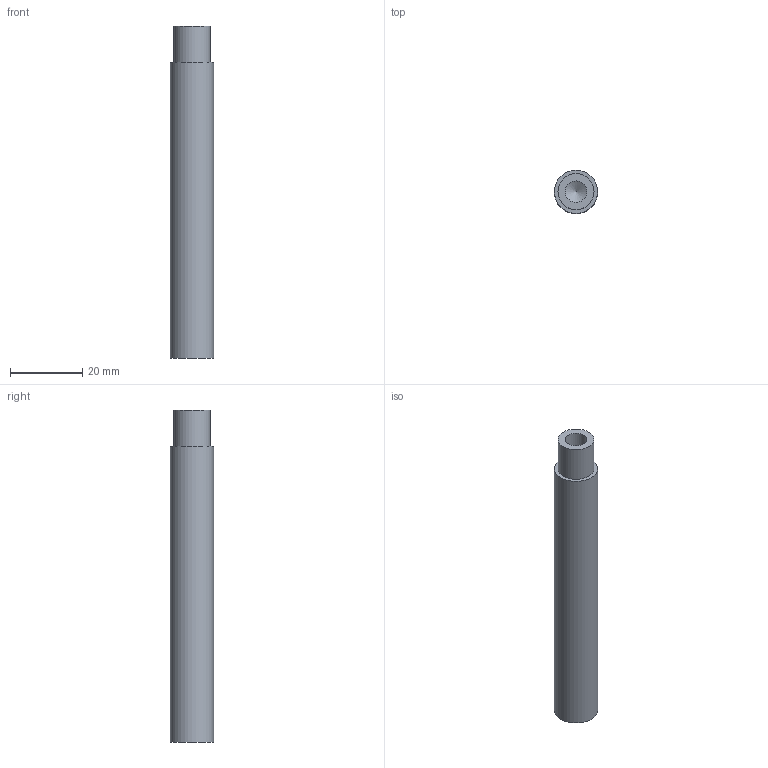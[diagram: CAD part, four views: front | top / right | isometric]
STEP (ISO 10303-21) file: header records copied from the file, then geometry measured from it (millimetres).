
FILE_DESCRIPTION(/* description */ (''),/* implementation_level */ '2;1');
FILE_NAME(/* name */ 'Aksling_stor.stp',/* time_stamp */ '2015-03-07T13:17:51+01:00',/* author */ (''),/* organization */ (''),/* preprocessor_version */ 'ST-DEVELOPER v15',/* originating_system */ 'SIEMENS PLM Software NX 9.0',/* authorisation */ '');
FILE_SCHEMA (('CONFIG_CONTROL_DESIGN'));
Length unit declared in the file: millimetre
Products named in the file (1): Aksling_stor
Bounding box: 12 x 12 x 92 mm (x, y, z)
Volume: 9759.6 mm3; surface area: 3824.9 mm2
Topology: 1 solids, 1 shells, 7 faces, 12 edges, 8 vertices
Faces by surface type: cylinder 3, plane 3, cone 1
Full cylindrical faces by diameter (mm): 6 x1, 10 x1, 12 x1
Entity records: 228 total; most frequent: DIRECTION 30, CARTESIAN_POINT 22, AXIS2_PLACEMENT_3D 15, FACE_BOUND 12, EDGE_LOOP 12, ORIENTED_EDGE 12, PERSON_AND_ORGANIZATION 7, ORGANIZATION 7
